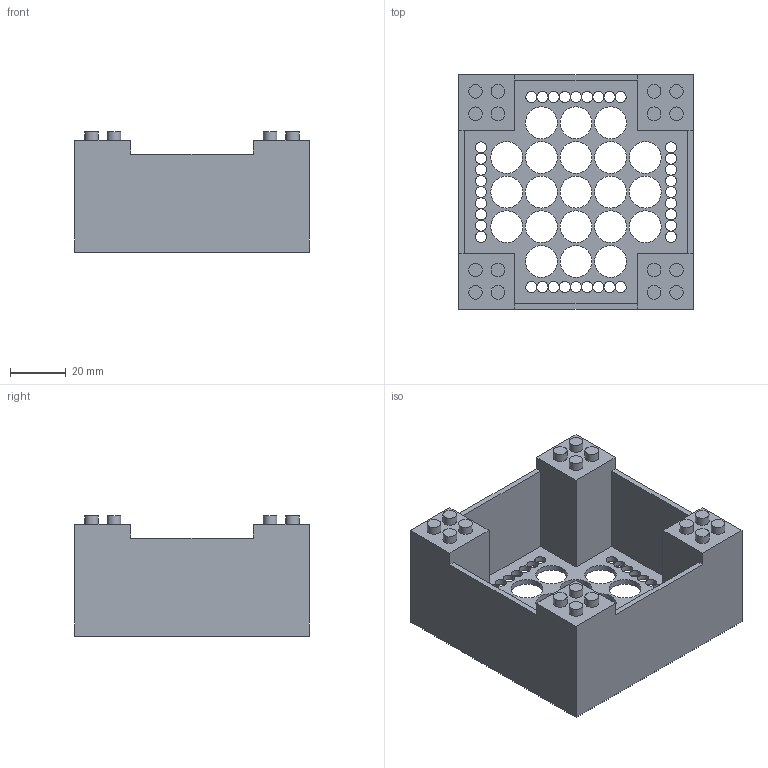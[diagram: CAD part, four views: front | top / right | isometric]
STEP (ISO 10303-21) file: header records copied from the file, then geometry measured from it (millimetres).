
FILE_DESCRIPTION(('FreeCAD Model'),'2;1');
FILE_NAME('Turtles_Filter_Stage_2.step', '2015-05-09T17:00:13',('Author'),(''), 'Open CASCADE STEP processor 6.7','FreeCAD','Unknown');
FILE_SCHEMA(('AUTOMOTIVE_DESIGN_CC2 { 1 2 10303 214 -1 1 5 4 }'));
Length unit declared in the file: millimetre
Products named in the file (1): Top_Flow_Mesh_Pocket
Bounding box: 84 x 84 x 43 mm (x, y, z)
Volume: 79313.9 mm3; surface area: 37468.5 mm2
Topology: 1 solids, 1 shells, 143 faces, 443 edges, 278 vertices
Faces by surface type: cylinder 77, plane 66
Full cylindrical faces by diameter (mm): 4 x36, 4.9 x16, 6.5 x4, 11.4 x21
Entity records: 10851 total; most frequent: CARTESIAN_POINT 2512, DIRECTION 1569, ORIENTED_EDGE 822, PCURVE 822, DEFINITIONAL_REPRESENTATION 822, LINE 813, VECTOR 813, EDGE_CURVE 411
